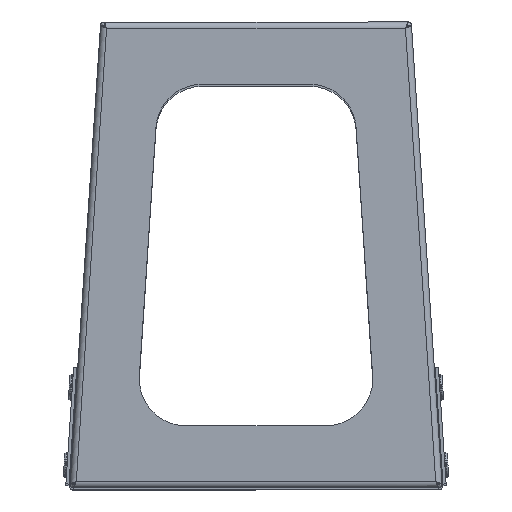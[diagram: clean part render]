
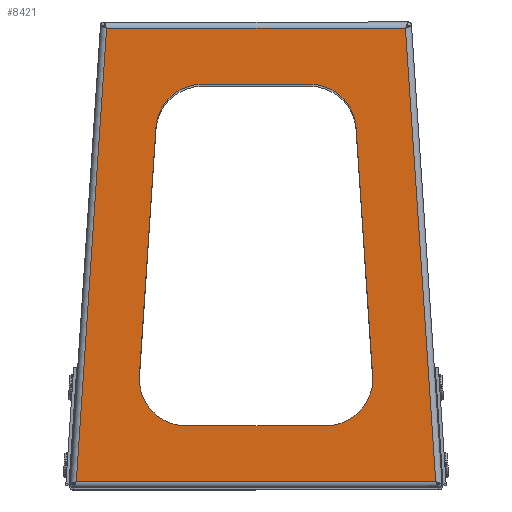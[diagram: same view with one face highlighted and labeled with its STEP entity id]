
A CAD part, top view. The second image highlights one B-rep face of the part: STEP entity #8421.
In plain terms, the highlighted planar face has unit normal (0, 0, 1).
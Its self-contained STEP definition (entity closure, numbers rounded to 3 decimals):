
#37 = EDGE_LOOP ( 'NONE', ( #7571, #6287, #3055, #11514, #5010, #6091, #10429, #3349, #895 ) ) ;
#110 = LINE ( 'NONE', #4778, #4562 ) ;
#208 = VERTEX_POINT ( 'NONE', #9589 ) ;
#290 = DIRECTION ( 'NONE',  ( -1., 0., 0. ) ) ;
#308 = EDGE_CURVE ( 'NONE', #8347, #10826, #13333, .T. ) ;
#402 = EDGE_CURVE ( 'NONE', #10777, #8347, #705, .T. ) ;
#627 = DIRECTION ( 'NONE',  ( -1., 0., 0. ) ) ;
#651 = VERTEX_POINT ( 'NONE', #7434 ) ;
#705 = LINE ( 'NONE', #9123, #10875 ) ;
#820 = ORIENTED_EDGE ( 'NONE', *, *, #4079, .T. ) ;
#895 = ORIENTED_EDGE ( 'NONE', *, *, #6342, .F. ) ;
#1227 = DIRECTION ( 'NONE',  ( 0., 0., 1. ) ) ;
#1451 = CIRCLE ( 'NONE', #9339, 30. ) ;
#1611 = DIRECTION ( 'NONE',  ( -1., 0., 0. ) ) ;
#1680 = DIRECTION ( 'NONE',  ( 0., 0., 1. ) ) ;
#1928 = CARTESIAN_POINT ( 'NONE',  ( 75.112, -78.004, 0. ) ) ;
#1957 = CARTESIAN_POINT ( 'NONE',  ( -96.258, 146., 0. ) ) ;
#1993 = VERTEX_POINT ( 'NONE', #4321 ) ;
#2173 = VERTEX_POINT ( 'NONE', #8217 ) ;
#2560 = AXIS2_PLACEMENT_3D ( 'NONE', #11237, #1680, #1611 ) ;
#2601 = CIRCLE ( 'NONE', #12705, 30. ) ;
#3055 = ORIENTED_EDGE ( 'NONE', *, *, #13522, .F. ) ;
#3103 = DIRECTION ( 'NONE',  ( 0., 0., 1. ) ) ;
#3349 = ORIENTED_EDGE ( 'NONE', *, *, #10705, .F. ) ;
#3631 = LINE ( 'NONE', #12122, #10219 ) ;
#3702 = AXIS2_PLACEMENT_3D ( 'NONE', #9574, #12862, #11862 ) ;
#3775 = VERTEX_POINT ( 'NONE', #5345 ) ;
#3786 = DIRECTION ( 'NONE',  ( -0.067, -0.998, 0. ) ) ;
#4061 = EDGE_LOOP ( 'NONE', ( #820, #7149, #6042, #10330 ) ) ;
#4079 = EDGE_CURVE ( 'NONE', #4768, #651, #12559, .T. ) ;
#4321 = CARTESIAN_POINT ( 'NONE',  ( 64.445, 81.996, 0. ) ) ;
#4393 = DIRECTION ( 'NONE',  ( -0.067, 0.998, 0. ) ) ;
#4395 = DIRECTION ( 'NONE',  ( -1., 0., 0. ) ) ;
#4433 = CARTESIAN_POINT ( 'NONE',  ( -34.511, 110., 0. ) ) ;
#4562 = VECTOR ( 'NONE', #4393, 1000. ) ;
#4583 = VERTEX_POINT ( 'NONE', #4433 ) ;
#4768 = VERTEX_POINT ( 'NONE', #1957 ) ;
#4778 = CARTESIAN_POINT ( 'NONE',  ( 115.862, -148.06, 0. ) ) ;
#4827 = DIRECTION ( 'NONE',  ( -0.067, -0.998, 0. ) ) ;
#4944 = DIRECTION ( 'NONE',  ( 1., 0., 0. ) ) ;
#5010 = ORIENTED_EDGE ( 'NONE', *, *, #5042, .F. ) ;
#5042 = EDGE_CURVE ( 'NONE', #4583, #8526, #2601, .T. ) ;
#5345 = CARTESIAN_POINT ( 'NONE',  ( 96.258, 146., 0. ) ) ;
#5656 = DIRECTION ( 'NONE',  ( 0., 0., 1. ) ) ;
#5758 = VECTOR ( 'NONE', #3786, 1000. ) ;
#5841 = CARTESIAN_POINT ( 'NONE',  ( -64.445, 81.996, 0. ) ) ;
#6042 = ORIENTED_EDGE ( 'NONE', *, *, #7137, .T. ) ;
#6091 = ORIENTED_EDGE ( 'NONE', *, *, #11410, .F. ) ;
#6287 = ORIENTED_EDGE ( 'NONE', *, *, #402, .F. ) ;
#6324 = LINE ( 'NONE', #7473, #13592 ) ;
#6342 = EDGE_CURVE ( 'NONE', #10826, #2173, #9118, .T. ) ;
#6728 = FACE_OUTER_BOUND ( 'NONE', #4061, .T. ) ;
#7137 = EDGE_CURVE ( 'NONE', #12296, #3775, #110, .T. ) ;
#7149 = ORIENTED_EDGE ( 'NONE', *, *, #10455, .T. ) ;
#7195 = CARTESIAN_POINT ( 'NONE',  ( -96.138, 147.799, 0. ) ) ;
#7434 = CARTESIAN_POINT ( 'NONE',  ( -115.724, -146., 0. ) ) ;
#7473 = CARTESIAN_POINT ( 'NONE',  ( -34.511, 110., 0. ) ) ;
#7571 = ORIENTED_EDGE ( 'NONE', *, *, #308, .F. ) ;
#7798 = CARTESIAN_POINT ( 'NONE',  ( 75.178, -80., 0. ) ) ;
#7812 = CARTESIAN_POINT ( 'NONE',  ( 34.511, 80., 0. ) ) ;
#7822 = CARTESIAN_POINT ( 'NONE',  ( 115.724, -146., 0. ) ) ;
#8055 = PLANE ( 'NONE',  #10521 ) ;
#8206 = VECTOR ( 'NONE', #9464, 1000. ) ;
#8217 = CARTESIAN_POINT ( 'NONE',  ( 75.112, -78.004, 0. ) ) ;
#8347 = VERTEX_POINT ( 'NONE', #11172 ) ;
#8421 = ADVANCED_FACE ( 'NONE', ( #13069, #6728 ), #8055, .T. ) ;
#8430 = LINE ( 'NONE', #1928, #8206 ) ;
#8526 = VERTEX_POINT ( 'NONE', #10884 ) ;
#8971 = LINE ( 'NONE', #11117, #8990 ) ;
#8990 = VECTOR ( 'NONE', #627, 1000. ) ;
#9118 = CIRCLE ( 'NONE', #3702, 30. ) ;
#9123 = CARTESIAN_POINT ( 'NONE',  ( -45.178, -110., 0. ) ) ;
#9339 = AXIS2_PLACEMENT_3D ( 'NONE', #7812, #1227, #4395 ) ;
#9464 = DIRECTION ( 'NONE',  ( -0.067, 0.998, 0. ) ) ;
#9574 = CARTESIAN_POINT ( 'NONE',  ( 45.178, -80., 0. ) ) ;
#9589 = CARTESIAN_POINT ( 'NONE',  ( -75.112, -78.004, 0. ) ) ;
#9665 = DIRECTION ( 'NONE',  ( 1., 0., 0. ) ) ;
#9867 = CIRCLE ( 'NONE', #10974, 30. ) ;
#9935 = CARTESIAN_POINT ( 'NONE',  ( -45.178, -80., 0. ) ) ;
#10219 = VECTOR ( 'NONE', #4944, 1000. ) ;
#10283 = EDGE_CURVE ( 'NONE', #1993, #10436, #1451, .T. ) ;
#10330 = ORIENTED_EDGE ( 'NONE', *, *, #13613, .T. ) ;
#10429 = ORIENTED_EDGE ( 'NONE', *, *, #10283, .F. ) ;
#10436 = VERTEX_POINT ( 'NONE', #13393 ) ;
#10455 = EDGE_CURVE ( 'NONE', #651, #12296, #3631, .T. ) ;
#10521 = AXIS2_PLACEMENT_3D ( 'NONE', #12157, #10968, #11037 ) ;
#10594 = DIRECTION ( 'NONE',  ( -1., 0., 0. ) ) ;
#10648 = VECTOR ( 'NONE', #4827, 1000. ) ;
#10705 = EDGE_CURVE ( 'NONE', #2173, #1993, #8430, .T. ) ;
#10777 = VERTEX_POINT ( 'NONE', #11892 ) ;
#10826 = VERTEX_POINT ( 'NONE', #7798 ) ;
#10875 = VECTOR ( 'NONE', #12452, 1000. ) ;
#10884 = CARTESIAN_POINT ( 'NONE',  ( -64.445, 81.996, 0. ) ) ;
#10968 = DIRECTION ( 'NONE',  ( 0., 0., 1. ) ) ;
#10974 = AXIS2_PLACEMENT_3D ( 'NONE', #9935, #5656, #290 ) ;
#11037 = DIRECTION ( 'NONE',  ( 1., 0., 0. ) ) ;
#11117 = CARTESIAN_POINT ( 'NONE',  ( 98.06, 146., 0. ) ) ;
#11172 = CARTESIAN_POINT ( 'NONE',  ( 45.178, -110., 0. ) ) ;
#11237 = CARTESIAN_POINT ( 'NONE',  ( 45.178, -80., 0. ) ) ;
#11410 = EDGE_CURVE ( 'NONE', #10436, #4583, #6324, .T. ) ;
#11514 = ORIENTED_EDGE ( 'NONE', *, *, #12060, .F. ) ;
#11862 = DIRECTION ( 'NONE',  ( -1., 0., 0. ) ) ;
#11892 = CARTESIAN_POINT ( 'NONE',  ( -45.178, -110., 0. ) ) ;
#12060 = EDGE_CURVE ( 'NONE', #8526, #208, #13483, .T. ) ;
#12122 = CARTESIAN_POINT ( 'NONE',  ( -117.789, -146., 0. ) ) ;
#12157 = CARTESIAN_POINT ( 'NONE',  ( 0., 0., 0. ) ) ;
#12296 = VERTEX_POINT ( 'NONE', #7822 ) ;
#12452 = DIRECTION ( 'NONE',  ( 1., 0., 0. ) ) ;
#12559 = LINE ( 'NONE', #7195, #5758 ) ;
#12705 = AXIS2_PLACEMENT_3D ( 'NONE', #12740, #3103, #9665 ) ;
#12740 = CARTESIAN_POINT ( 'NONE',  ( -34.511, 80., 0. ) ) ;
#12862 = DIRECTION ( 'NONE',  ( 0., 0., 1. ) ) ;
#13069 = FACE_BOUND ( 'NONE', #37, .T. ) ;
#13333 = CIRCLE ( 'NONE', #2560, 30. ) ;
#13393 = CARTESIAN_POINT ( 'NONE',  ( 34.511, 110., 0. ) ) ;
#13483 = LINE ( 'NONE', #5841, #10648 ) ;
#13522 = EDGE_CURVE ( 'NONE', #208, #10777, #9867, .T. ) ;
#13592 = VECTOR ( 'NONE', #10594, 1000. ) ;
#13613 = EDGE_CURVE ( 'NONE', #3775, #4768, #8971, .T. ) ;
